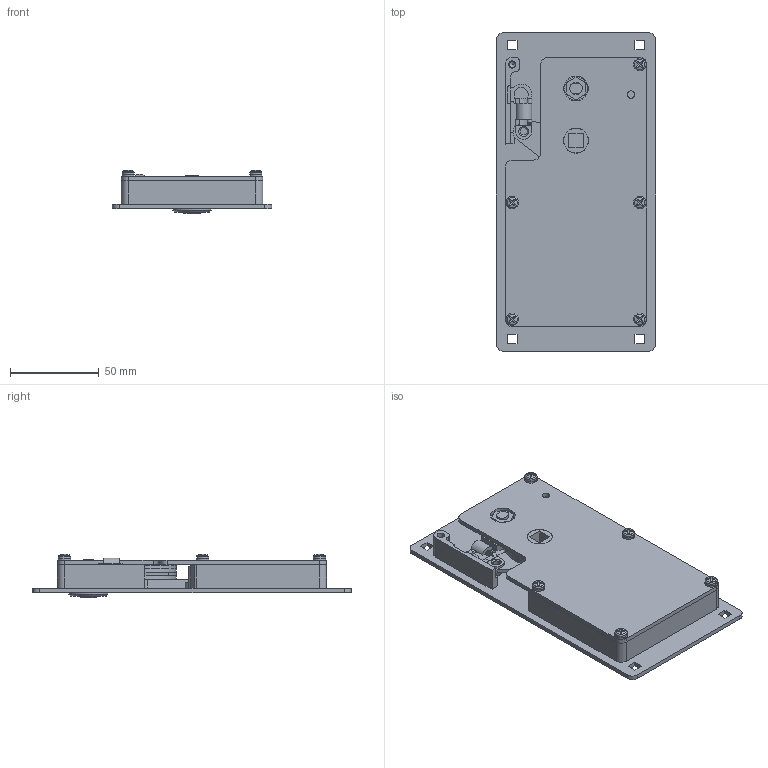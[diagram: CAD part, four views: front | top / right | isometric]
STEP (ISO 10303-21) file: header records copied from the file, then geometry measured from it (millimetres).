
FILE_DESCRIPTION (( 'STEP AP203' ), '1' );
FILE_NAME ('A-878-2-C-L.STEP', '2020-02-03T07:22:31', ( '' ), ( '' ), 'SwSTEP 2.0', 'SolidWorks 2018', '' );
FILE_SCHEMA (( 'CONFIG_CONTROL_DESIGN' ));
Length unit declared in the file: millimetre
Products named in the file (17): A-878-2-C-L_スペーサー_; A-878-2-C-L_儕儞僋僾儗乕僩Assy_; A-878-2-C-L_僔儕儞僟乕Assy_; A-878-2-C-L_ケース_; A-878-2-C-L_十字穴付小ねじ_内径基準ver1.02__M4x12十字穴付なべ小ねじ(SUS)SWシングルセムス(P2); A-878-2-C-L_クイックブッシュ_; A-878-2-C-L_ローター_; A-878-2-C-L_M19僫僢僩_; A-878-2-C-L_ハンドル_; A-878-2-C-L_座金_; A-878-2-C-L_リンクプレート_; A-878-2-C-L; A-878-2-C-L_裏蓋_; A-878-2-C-L_カム_; A-878-2-C-L_回転軸_; A-878-2-C-L_ハウジング_; A-878-2-C-L_M7僫僢僩_
Assembly tree (22 placements, depth 3):
  A-878-2-C-L
    A-878-2-C-L_ケース_
    A-878-2-C-L_ハンドル_
    A-878-2-C-L_儕儞僋僾儗乕僩Assy_
      A-878-2-C-L_リンクプレート_
      A-878-2-C-L_スペーサー_  x3
    A-878-2-C-L_回転軸_
    A-878-2-C-L_裏蓋_
    A-878-2-C-L_十字穴付小ねじ_内径基準ver1.02__M4x12十字穴付なべ小ねじ(SUS)SWシングルセムス(P2)  x5
    A-878-2-C-L_僔儕儞僟乕Assy_
      A-878-2-C-L_ハウジング_
      A-878-2-C-L_ローター_
      A-878-2-C-L_カム_
    A-878-2-C-L_M7僫僢僩_
    A-878-2-C-L_座金_
    A-878-2-C-L_M19僫僢僩_
    A-878-2-C-L_クイックブッシュ_
Bounding box: 90 x 180 x 24.75 mm (x, y, z)
Volume: 107362.6 mm3; surface area: 84629.8 mm2
Topology: 20 solids, 20 shells, 708 faces, 1831 edges, 1187 vertices
Faces by surface type: plane 341, cylinder 292, cone 55, torus 10, sphere 10
Entity records: 17657 total; most frequent: DIRECTION 2864, CARTESIAN_POINT 2765, ORIENTED_EDGE 2598, EDGE_CURVE 1299, AXIS2_PLACEMENT_3D 1054, VERTEX_POINT 851, LINE 756, VECTOR 756
